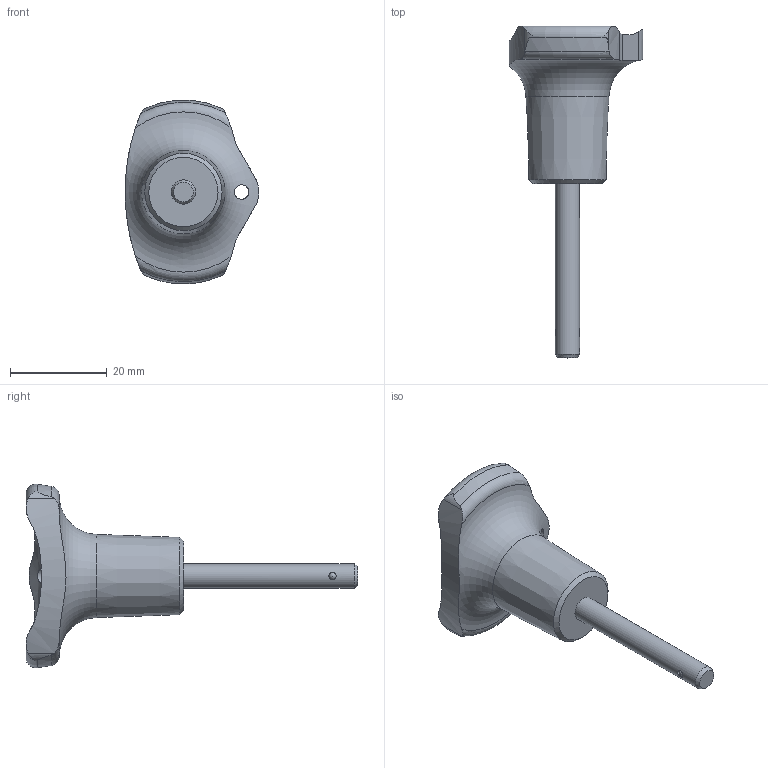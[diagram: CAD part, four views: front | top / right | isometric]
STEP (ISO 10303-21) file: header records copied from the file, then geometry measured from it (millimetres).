
FILE_DESCRIPTION( ( 'STEP AP214' ), '1' );
FILE_NAME( 'K0363.3805030__UNBETAETIGT_.stp', '2020-12-03T14:25:48', ( '' ), ( '' ), ' ', 'PARTsolutions', ' ' );
FILE_SCHEMA( ( 'AUTOMOTIVE_DESIGN { 1 0 10303 214 1 1 1 1 }' ) );
Length unit declared in the file: millimetre
Products named in the file (1): _K0363.3805030_(UNBETAETIGT)
Bounding box: 27.59 x 68.5 x 37.88 mm (x, y, z)
Volume: 10029.7 mm3; surface area: 4934.5 mm2
Topology: 1 solids, 1 shells, 39 faces, 106 edges, 71 vertices
Faces by surface type: cylinder 15, torus 7, cone 7, plane 6, sphere 3, bspline 1
Full cylindrical faces by diameter (mm): 1.5 x2, 2.52 x1, 3 x1, 5 x1
Entity records: 1811 total; most frequent: CARTESIAN_POINT 679, ORIENTED_EDGE 160, DIRECTION 136, EDGE_CURVE 80, VERTEX_POINT 66, AXIS2_PLACEMENT_3D 63, EDGE_LOOP 59, FACE_OUTER_BOUND 47
